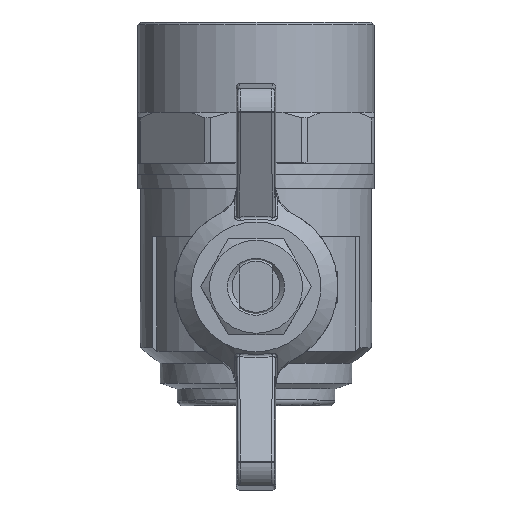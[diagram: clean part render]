
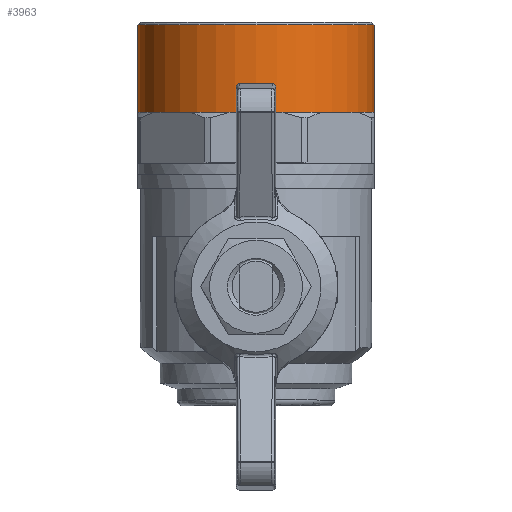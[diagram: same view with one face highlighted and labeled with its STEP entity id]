
A CAD part, top view. The second image highlights one B-rep face of the part: STEP entity #3963.
In plain terms, the highlighted cylindrical face has radius 20.955 mm (diameter 41.91 mm), a full revolution.
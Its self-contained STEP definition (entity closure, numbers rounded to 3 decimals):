
#1278=ORIENTED_EDGE('',*,*,#2229,.T.);
#1279=ORIENTED_EDGE('',*,*,#2191,.F.);
#2191=EDGE_CURVE('',#2699,#2699,#3012,.T.);
#2229=EDGE_CURVE('',#2721,#2721,#3026,.T.);
#2699=VERTEX_POINT('',#8478);
#2721=VERTEX_POINT('',#8598);
#3012=CIRCLE('',#5415,20.955);
#3026=CIRCLE('',#5441,20.955);
#3259=EDGE_LOOP('',(#1278));
#3260=EDGE_LOOP('',(#1279));
#3582=FACE_BOUND('',#3259,.T.);
#3583=FACE_BOUND('',#3260,.T.);
#3820=CYLINDRICAL_SURFACE('',#5440,20.955);
#3963=ADVANCED_FACE('',(#3582,#3583),#3820,.T.);
#5415=AXIS2_PLACEMENT_3D('',#8477,#6130,#6131);
#5440=AXIS2_PLACEMENT_3D('',#8596,#6188,#6189);
#5441=AXIS2_PLACEMENT_3D('',#8597,#6190,#6191);
#6130=DIRECTION('',(0.,1.,0.));
#6131=DIRECTION('',(0.,0.,1.));
#6188=DIRECTION('',(0.,-1.,0.));
#6189=DIRECTION('',(0.,0.,-1.));
#6190=DIRECTION('',(0.,1.,0.));
#6191=DIRECTION('',(0.,0.,1.));
#8477=CARTESIAN_POINT('',(0.,16.,0.));
#8478=CARTESIAN_POINT('',(0.,16.,20.955));
#8596=CARTESIAN_POINT('',(0.,16.,0.));
#8597=CARTESIAN_POINT('',(0.,0.5,0.));
#8598=CARTESIAN_POINT('',(0.,0.5,20.955));
